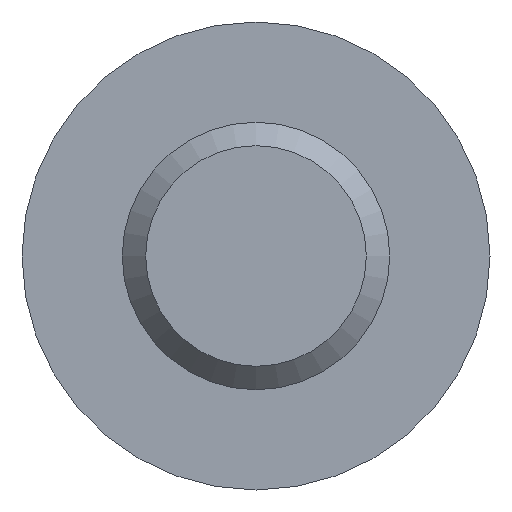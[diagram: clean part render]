
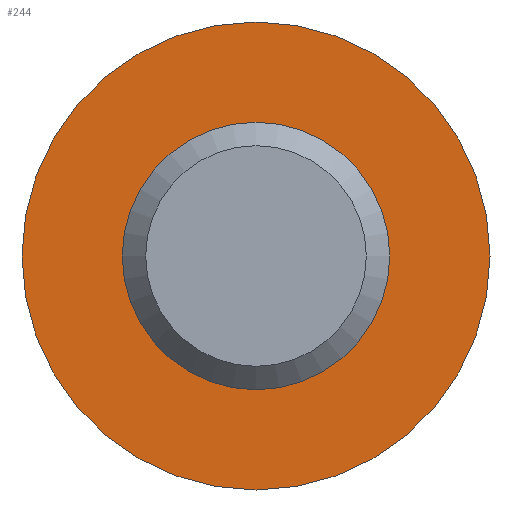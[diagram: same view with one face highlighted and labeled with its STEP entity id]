
A CAD part, front view. The second image highlights one B-rep face of the part: STEP entity #244.
In plain terms, the highlighted planar face has unit normal (0, -1, 0).
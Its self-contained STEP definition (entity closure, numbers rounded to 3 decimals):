
#14 = DIRECTION ( 'NONE',  ( 0., 0., 1. ) ) ;
#17 = ORIENTED_EDGE ( 'NONE', *, *, #344, .F. ) ;
#20 = FACE_BOUND ( 'NONE', #539, .T. ) ;
#23 = CARTESIAN_POINT ( 'NONE',  ( 0., 40., -2. ) ) ;
#102 = DIRECTION ( 'NONE',  ( 0., 0., -1. ) ) ;
#139 = DIRECTION ( 'NONE',  ( 0., -1., 0. ) ) ;
#151 = CARTESIAN_POINT ( 'NONE',  ( 0., 40., -3.5 ) ) ;
#193 = PLANE ( 'NONE',  #307 ) ;
#199 = DIRECTION ( 'NONE',  ( 0., 0., -1. ) ) ;
#224 = FACE_OUTER_BOUND ( 'NONE', #257, .T. ) ;
#244 = ADVANCED_FACE ( 'NONE', ( #20, #224 ), #193, .F. ) ;
#257 = EDGE_LOOP ( 'NONE', ( #463 ) ) ;
#287 = CARTESIAN_POINT ( 'NONE',  ( 0., 40., 0. ) ) ;
#307 = AXIS2_PLACEMENT_3D ( 'NONE', #472, #507, #14 ) ;
#344 = EDGE_CURVE ( 'NONE', #355, #355, #513, .T. ) ;
#355 = VERTEX_POINT ( 'NONE', #23 ) ;
#378 = VERTEX_POINT ( 'NONE', #151 ) ;
#432 = CIRCLE ( 'NONE', #523, 3.5 ) ;
#463 = ORIENTED_EDGE ( 'NONE', *, *, #537, .T. ) ;
#465 = CARTESIAN_POINT ( 'NONE',  ( 0., 40., 0. ) ) ;
#472 = CARTESIAN_POINT ( 'NONE',  ( -2., 40., 0. ) ) ;
#507 = DIRECTION ( 'NONE',  ( 0., 1., 0. ) ) ;
#513 = CIRCLE ( 'NONE', #538, 2. ) ;
#523 = AXIS2_PLACEMENT_3D ( 'NONE', #465, #139, #102 ) ;
#532 = DIRECTION ( 'NONE',  ( 0., -1., 0. ) ) ;
#537 = EDGE_CURVE ( 'NONE', #378, #378, #432, .T. ) ;
#538 = AXIS2_PLACEMENT_3D ( 'NONE', #287, #532, #199 ) ;
#539 = EDGE_LOOP ( 'NONE', ( #17 ) ) ;
